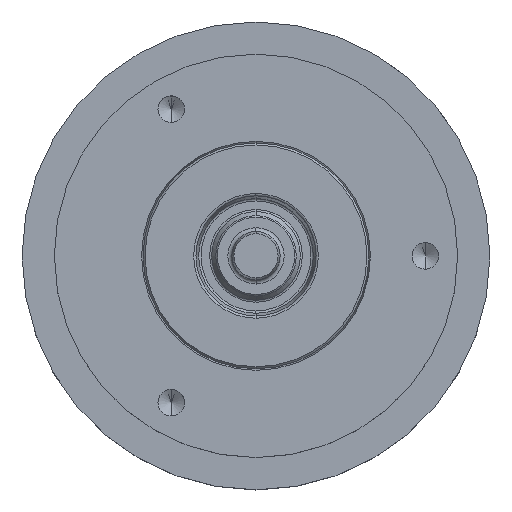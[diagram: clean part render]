
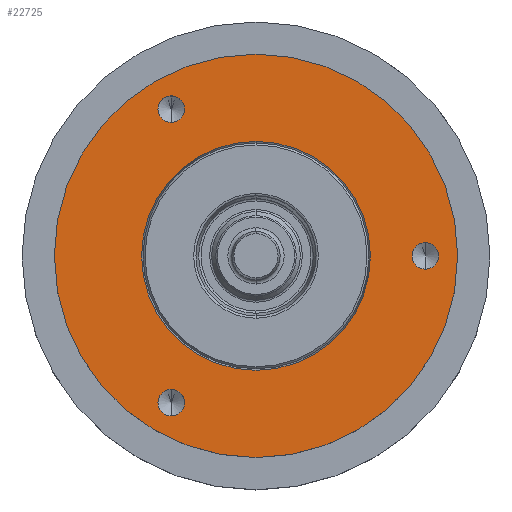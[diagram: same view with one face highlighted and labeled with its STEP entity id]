
A CAD part, top view. The second image highlights one B-rep face of the part: STEP entity #22725.
In plain terms, the highlighted planar face has unit normal (0, 0, 1).
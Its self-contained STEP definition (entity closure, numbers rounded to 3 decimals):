
#4162=CARTESIAN_POINT('',(0.,0.,27.));
#4163=DIRECTION('',(0.,0.,-1.));
#4164=DIRECTION('',(0.,1.,0.));
#4165=AXIS2_PLACEMENT_3D('',#4162,#4163,#4164);
#4167=CARTESIAN_POINT('',(0.,0.,27.));
#4168=DIRECTION('',(0.,0.,-1.));
#4169=DIRECTION('',(0.,-1.,0.));
#4170=AXIS2_PLACEMENT_3D('',#4167,#4168,#4169);
#4172=CARTESIAN_POINT('',(21.,0.,27.));
#4173=DIRECTION('',(0.,0.,1.));
#4174=DIRECTION('',(0.,-1.,0.));
#4175=AXIS2_PLACEMENT_3D('',#4172,#4173,#4174);
#4177=CARTESIAN_POINT('',(21.,0.,27.));
#4178=DIRECTION('',(0.,0.,1.));
#4179=DIRECTION('',(0.,1.,0.));
#4180=AXIS2_PLACEMENT_3D('',#4177,#4178,#4179);
#4182=CARTESIAN_POINT('',(-10.5,-18.187,27.));
#4183=DIRECTION('',(0.,0.,1.));
#4184=DIRECTION('',(0.,-1.,0.));
#4185=AXIS2_PLACEMENT_3D('',#4182,#4183,#4184);
#4187=CARTESIAN_POINT('',(-10.5,-18.187,27.));
#4188=DIRECTION('',(0.,0.,1.));
#4189=DIRECTION('',(0.,1.,0.));
#4190=AXIS2_PLACEMENT_3D('',#4187,#4188,#4189);
#4192=CARTESIAN_POINT('',(-10.5,18.187,27.));
#4193=DIRECTION('',(0.,0.,1.));
#4194=DIRECTION('',(0.,-1.,0.));
#4195=AXIS2_PLACEMENT_3D('',#4192,#4193,#4194);
#4197=CARTESIAN_POINT('',(-10.5,18.187,27.));
#4198=DIRECTION('',(0.,0.,1.));
#4199=DIRECTION('',(0.,1.,0.));
#4200=AXIS2_PLACEMENT_3D('',#4197,#4198,#4199);
#4207=CARTESIAN_POINT('',(0.,0.,27.));
#4208=DIRECTION('',(0.,0.,-1.));
#4209=DIRECTION('',(-1.,0.,0.));
#4210=AXIS2_PLACEMENT_3D('',#4207,#4208,#4209);
#4225=CARTESIAN_POINT('',(0.,0.,27.));
#4226=DIRECTION('',(0.,0.,-1.));
#4227=DIRECTION('',(1.,0.,0.));
#4228=AXIS2_PLACEMENT_3D('',#4225,#4226,#4227);
#17467=CARTESIAN_POINT('',(0.,25.,27.));
#17468=CARTESIAN_POINT('',(0.,-25.,27.));
#17469=VERTEX_POINT('',#17467);
#17470=VERTEX_POINT('',#17468);
#17495=CARTESIAN_POINT('',(14.188,0.,27.));
#17496=CARTESIAN_POINT('',(-14.188,0.,27.));
#17497=VERTEX_POINT('',#17495);
#17498=VERTEX_POINT('',#17496);
#17509=CARTESIAN_POINT('',(21.,-1.65,27.));
#17510=CARTESIAN_POINT('',(21.,1.65,27.));
#17511=VERTEX_POINT('',#17509);
#17512=VERTEX_POINT('',#17510);
#17519=CARTESIAN_POINT('',(-10.5,-19.837,27.));
#17520=CARTESIAN_POINT('',(-10.5,-16.537,27.));
#17521=VERTEX_POINT('',#17519);
#17522=VERTEX_POINT('',#17520);
#17529=CARTESIAN_POINT('',(-10.5,16.537,27.));
#17530=CARTESIAN_POINT('',(-10.5,19.837,27.));
#17531=VERTEX_POINT('',#17529);
#17532=VERTEX_POINT('',#17530);
#22691=CARTESIAN_POINT('',(0.,0.,27.));
#22692=DIRECTION('',(0.,0.,1.));
#22693=DIRECTION('',(1.,0.,0.));
#22694=AXIS2_PLACEMENT_3D('',#22691,#22692,#22693);
#22695=PLANE('',#22694);
#22697=ORIENTED_EDGE('',*,*,#22696,.T.);
#22698=ORIENTED_EDGE('',*,*,#22681,.T.);
#22699=EDGE_LOOP('',(#22697,#22698));
#22700=FACE_OUTER_BOUND('',#22699,.F.);
#22702=ORIENTED_EDGE('',*,*,#22701,.F.);
#22704=ORIENTED_EDGE('',*,*,#22703,.F.);
#22705=EDGE_LOOP('',(#22702,#22704));
#22706=FACE_BOUND('',#22705,.F.);
#22708=ORIENTED_EDGE('',*,*,#22707,.T.);
#22710=ORIENTED_EDGE('',*,*,#22709,.T.);
#22711=EDGE_LOOP('',(#22708,#22710));
#22712=FACE_BOUND('',#22711,.F.);
#22714=ORIENTED_EDGE('',*,*,#22713,.T.);
#22716=ORIENTED_EDGE('',*,*,#22715,.T.);
#22717=EDGE_LOOP('',(#22714,#22716));
#22718=FACE_BOUND('',#22717,.F.);
#22720=ORIENTED_EDGE('',*,*,#22719,.T.);
#22722=ORIENTED_EDGE('',*,*,#22721,.T.);
#22723=EDGE_LOOP('',(#22720,#22722));
#22724=FACE_BOUND('',#22723,.F.);
#4166=CIRCLE('',#4165,25.);
#4171=CIRCLE('',#4170,25.);
#4176=CIRCLE('',#4175,1.65);
#4181=CIRCLE('',#4180,1.65);
#4186=CIRCLE('',#4185,1.65);
#4191=CIRCLE('',#4190,1.65);
#4196=CIRCLE('',#4195,1.65);
#4201=CIRCLE('',#4200,1.65);
#4211=CIRCLE('',#4210,14.188);
#4229=CIRCLE('',#4228,14.188);
#22681=EDGE_CURVE('',#17470,#17469,#4171,.T.);
#22696=EDGE_CURVE('',#17469,#17470,#4166,.T.);
#22701=EDGE_CURVE('',#17498,#17497,#4211,.T.);
#22703=EDGE_CURVE('',#17497,#17498,#4229,.T.);
#22707=EDGE_CURVE('',#17511,#17512,#4176,.T.);
#22709=EDGE_CURVE('',#17512,#17511,#4181,.T.);
#22713=EDGE_CURVE('',#17521,#17522,#4186,.T.);
#22715=EDGE_CURVE('',#17522,#17521,#4191,.T.);
#22719=EDGE_CURVE('',#17531,#17532,#4196,.T.);
#22721=EDGE_CURVE('',#17532,#17531,#4201,.T.);
#22725=ADVANCED_FACE('',(#22700,#22706,#22712,#22718,#22724),#22695,.T.);
